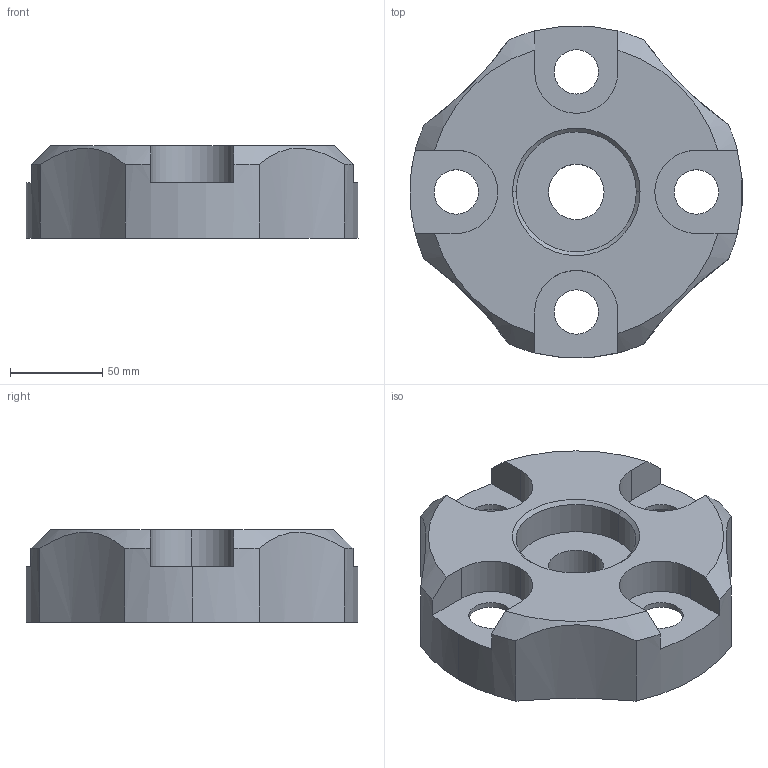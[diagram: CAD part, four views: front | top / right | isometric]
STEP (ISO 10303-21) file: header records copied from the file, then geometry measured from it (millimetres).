
FILE_DESCRIPTION (( 'STEP AP214' ), '1' );
FILE_NAME ('Part05.STEP', '2025-03-03T12:47:22', ( '' ), ( '' ), 'SwSTEP 2.0', 'SolidWorks 2024', '' );
FILE_SCHEMA (( 'AUTOMOTIVE_DESIGN' ));
Length unit declared in the file: millimetre
Products named in the file (1): Part05
Bounding box: 179.69 x 179.38 x 50 mm (x, y, z)
Volume: 196338.9 mm3; surface area: 119952.8 mm2
Topology: 1 solids, 1 shells, 88 faces, 244 edges, 162 vertices
Faces by surface type: cylinder 44, plane 30, cone 14
Entity records: 3065 total; most frequent: CARTESIAN_POINT 707, DIRECTION 508, ORIENTED_EDGE 488, EDGE_CURVE 244, AXIS2_PLACEMENT_3D 203, VERTEX_POINT 162, CIRCLE 114, LINE 102
